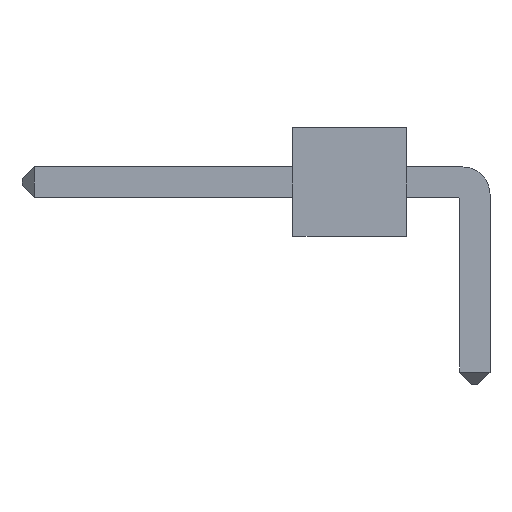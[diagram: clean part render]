
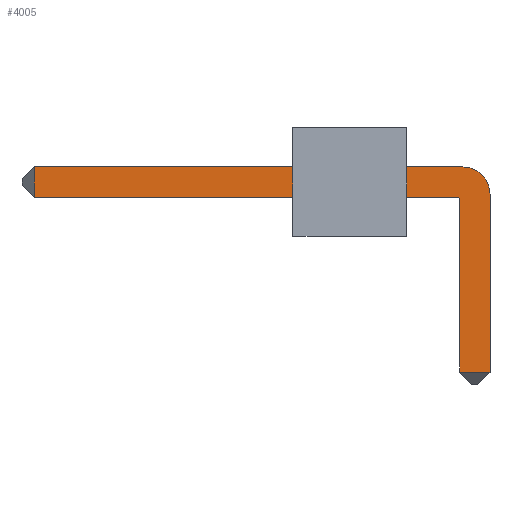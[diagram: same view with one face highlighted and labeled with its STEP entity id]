
A CAD part, left-side view. The second image highlights one B-rep face of the part: STEP entity #4005.
In plain terms, the highlighted planar face has unit normal (-1, 0, 0).
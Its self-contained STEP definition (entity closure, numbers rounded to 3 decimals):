
#3148 = VERTEX_POINT('',#3149);
#3149 = CARTESIAN_POINT('',(-0.335,-0.335,-3.032));
#3158 = PLANE('',#3159);
#3159 = AXIS2_PLACEMENT_3D('',#3160,#3161,#3162);
#3160 = CARTESIAN_POINT('',(-0.201,-0.335,-3.166));
#3161 = DIRECTION('',(-0.707,0.,-0.707));
#3162 = DIRECTION('',(0.,1.,0.));
#3182 = EDGE_CURVE('',#3148,#3183,#3185,.T.);
#3183 = VERTEX_POINT('',#3184);
#3184 = CARTESIAN_POINT('',(-0.335,0.335,-3.032));
#3185 = SURFACE_CURVE('',#3186,(#3190,#3197),.PCURVE_S1.);
#3186 = LINE('',#3187,#3188);
#3187 = CARTESIAN_POINT('',(-0.335,-0.335,-3.032));
#3188 = VECTOR('',#3189,1.);
#3189 = DIRECTION('',(0.,1.,0.));
#3190 = PCURVE('',#3158,#3191);
#3191 = DEFINITIONAL_REPRESENTATION('',(#3192),#3196);
#3192 = LINE('',#3193,#3194);
#3193 = CARTESIAN_POINT('',(0.,-0.19));
#3194 = VECTOR('',#3195,1.);
#3195 = DIRECTION('',(1.,0.));
#3196 = ( GEOMETRIC_REPRESENTATION_CONTEXT(2) 
PARAMETRIC_REPRESENTATION_CONTEXT() REPRESENTATION_CONTEXT('2D SPACE',''
  ) );
#3197 = PCURVE('',#3198,#3203);
#3198 = PLANE('',#3199);
#3199 = AXIS2_PLACEMENT_3D('',#3200,#3201,#3202);
#3200 = CARTESIAN_POINT('',(-0.335,3.531,0.5));
#3201 = DIRECTION('',(-1.,0.,0.));
#3202 = DIRECTION('',(0.,-1.,0.));
#3203 = DEFINITIONAL_REPRESENTATION('',(#3204),#3208);
#3204 = LINE('',#3205,#3206);
#3205 = CARTESIAN_POINT('',(3.866,-3.532));
#3206 = VECTOR('',#3207,1.);
#3207 = DIRECTION('',(-1.,0.));
#3208 = ( GEOMETRIC_REPRESENTATION_CONTEXT(2) 
PARAMETRIC_REPRESENTATION_CONTEXT() REPRESENTATION_CONTEXT('2D SPACE',''
  ) );
#3284 = PLANE('',#3285);
#3285 = AXIS2_PLACEMENT_3D('',#3286,#3287,#3288);
#3286 = CARTESIAN_POINT('',(-0.335,0.335,-3.3));
#3287 = DIRECTION('',(0.,1.,0.));
#3288 = DIRECTION('',(0.,0.,1.));
#3349 = VERTEX_POINT('',#3350);
#3350 = CARTESIAN_POINT('',(-0.335,9.832,0.87));
#3359 = PLANE('',#3360);
#3360 = AXIS2_PLACEMENT_3D('',#3361,#3362,#3363);
#3361 = CARTESIAN_POINT('',(-0.201,9.966,0.87));
#3362 = DIRECTION('',(0.707,-0.707,0.));
#3363 = DIRECTION('',(-0.,-0.,-1.));
#3383 = EDGE_CURVE('',#3349,#3384,#3386,.T.);
#3384 = VERTEX_POINT('',#3385);
#3385 = CARTESIAN_POINT('',(-0.335,9.832,1.54));
#3386 = SURFACE_CURVE('',#3387,(#3391,#3398),.PCURVE_S1.);
#3387 = LINE('',#3388,#3389);
#3388 = CARTESIAN_POINT('',(-0.335,9.832,0.87));
#3389 = VECTOR('',#3390,1.);
#3390 = DIRECTION('',(0.,0.,1.));
#3391 = PCURVE('',#3359,#3392);
#3392 = DEFINITIONAL_REPRESENTATION('',(#3393),#3397);
#3393 = LINE('',#3394,#3395);
#3394 = CARTESIAN_POINT('',(-0.,-0.19));
#3395 = VECTOR('',#3396,1.);
#3396 = DIRECTION('',(-1.,0.));
#3397 = ( GEOMETRIC_REPRESENTATION_CONTEXT(2) 
PARAMETRIC_REPRESENTATION_CONTEXT() REPRESENTATION_CONTEXT('2D SPACE',''
  ) );
#3398 = PCURVE('',#3198,#3399);
#3399 = DEFINITIONAL_REPRESENTATION('',(#3400),#3404);
#3400 = LINE('',#3401,#3402);
#3401 = CARTESIAN_POINT('',(-6.301,0.37));
#3402 = VECTOR('',#3403,1.);
#3403 = DIRECTION('',(0.,1.));
#3404 = ( GEOMETRIC_REPRESENTATION_CONTEXT(2) 
PARAMETRIC_REPRESENTATION_CONTEXT() REPRESENTATION_CONTEXT('2D SPACE',''
  ) );
#3529 = PLANE('',#3530);
#3530 = AXIS2_PLACEMENT_3D('',#3531,#3532,#3533);
#3531 = CARTESIAN_POINT('',(-0.335,-0.335,0.87));
#3532 = DIRECTION('',(0.,0.,1.));
#3533 = DIRECTION('',(1.,0.,0.));
#3544 = EDGE_CURVE('',#3545,#3349,#3547,.T.);
#3545 = VERTEX_POINT('',#3546);
#3546 = CARTESIAN_POINT('',(-0.335,0.402,0.87));
#3547 = SURFACE_CURVE('',#3548,(#3552,#3559),.PCURVE_S1.);
#3548 = LINE('',#3549,#3550);
#3549 = CARTESIAN_POINT('',(-0.335,-0.335,0.87));
#3550 = VECTOR('',#3551,1.);
#3551 = DIRECTION('',(0.,1.,0.));
#3552 = PCURVE('',#3529,#3553);
#3553 = DEFINITIONAL_REPRESENTATION('',(#3554),#3558);
#3554 = LINE('',#3555,#3556);
#3555 = CARTESIAN_POINT('',(0.,0.));
#3556 = VECTOR('',#3557,1.);
#3557 = DIRECTION('',(0.,1.));
#3558 = ( GEOMETRIC_REPRESENTATION_CONTEXT(2) 
PARAMETRIC_REPRESENTATION_CONTEXT() REPRESENTATION_CONTEXT('2D SPACE',''
  ) );
#3559 = PCURVE('',#3198,#3560);
#3560 = DEFINITIONAL_REPRESENTATION('',(#3561),#3565);
#3561 = LINE('',#3562,#3563);
#3562 = CARTESIAN_POINT('',(3.866,0.37));
#3563 = VECTOR('',#3564,1.);
#3564 = DIRECTION('',(-1.,0.));
#3565 = ( GEOMETRIC_REPRESENTATION_CONTEXT(2) 
PARAMETRIC_REPRESENTATION_CONTEXT() REPRESENTATION_CONTEXT('2D SPACE',''
  ) );
#3583 = CYLINDRICAL_SURFACE('',#3584,0.067);
#3584 = AXIS2_PLACEMENT_3D('',#3585,#3586,#3587);
#3585 = CARTESIAN_POINT('',(-0.335,0.402,0.803));
#3586 = DIRECTION('',(1.,0.,0.));
#3587 = DIRECTION('',(0.,0.,1.));
#3625 = EDGE_CURVE('',#3545,#3626,#3628,.T.);
#3626 = VERTEX_POINT('',#3627);
#3627 = CARTESIAN_POINT('',(-0.335,0.335,0.803));
#3628 = SURFACE_CURVE('',#3629,(#3634,#3641),.PCURVE_S1.);
#3629 = CIRCLE('',#3630,0.067);
#3630 = AXIS2_PLACEMENT_3D('',#3631,#3632,#3633);
#3631 = CARTESIAN_POINT('',(-0.335,0.402,0.803));
#3632 = DIRECTION('',(1.,0.,-0.));
#3633 = DIRECTION('',(0.,0.,1.));
#3634 = PCURVE('',#3583,#3635);
#3635 = DEFINITIONAL_REPRESENTATION('',(#3636),#3640);
#3636 = LINE('',#3637,#3638);
#3637 = CARTESIAN_POINT('',(0.,0.));
#3638 = VECTOR('',#3639,1.);
#3639 = DIRECTION('',(1.,0.));
#3640 = ( GEOMETRIC_REPRESENTATION_CONTEXT(2) 
PARAMETRIC_REPRESENTATION_CONTEXT() REPRESENTATION_CONTEXT('2D SPACE',''
  ) );
#3641 = PCURVE('',#3198,#3642);
#3642 = DEFINITIONAL_REPRESENTATION('',(#3643),#3651);
#3643 = ( BOUNDED_CURVE() B_SPLINE_CURVE(2,(#3644,#3645,#3646,#3647,
#3648,#3649,#3650),.UNSPECIFIED.,.F.,.F.) B_SPLINE_CURVE_WITH_KNOTS((1,2
    ,2,2,2,1),(-2.094,0.,2.094,4.189,
6.283,8.378),.UNSPECIFIED.) CURVE() 
GEOMETRIC_REPRESENTATION_ITEM() RATIONAL_B_SPLINE_CURVE((1.,0.5,1.,0.5,
1.,0.5,1.)) REPRESENTATION_ITEM('') );
#3644 = CARTESIAN_POINT('',(3.129,0.37));
#3645 = CARTESIAN_POINT('',(3.245,0.37));
#3646 = CARTESIAN_POINT('',(3.187,0.269));
#3647 = CARTESIAN_POINT('',(3.129,0.169));
#3648 = CARTESIAN_POINT('',(3.071,0.269));
#3649 = CARTESIAN_POINT('',(3.013,0.37));
#3650 = CARTESIAN_POINT('',(3.129,0.37));
#3651 = ( GEOMETRIC_REPRESENTATION_CONTEXT(2) 
PARAMETRIC_REPRESENTATION_CONTEXT() REPRESENTATION_CONTEXT('2D SPACE',''
  ) );
#3724 = EDGE_CURVE('',#3183,#3626,#3725,.T.);
#3725 = SURFACE_CURVE('',#3726,(#3730,#3737),.PCURVE_S1.);
#3726 = LINE('',#3727,#3728);
#3727 = CARTESIAN_POINT('',(-0.335,0.335,-3.3));
#3728 = VECTOR('',#3729,1.);
#3729 = DIRECTION('',(0.,0.,1.));
#3730 = PCURVE('',#3284,#3731);
#3731 = DEFINITIONAL_REPRESENTATION('',(#3732),#3736);
#3732 = LINE('',#3733,#3734);
#3733 = CARTESIAN_POINT('',(0.,0.));
#3734 = VECTOR('',#3735,1.);
#3735 = DIRECTION('',(1.,0.));
#3736 = ( GEOMETRIC_REPRESENTATION_CONTEXT(2) 
PARAMETRIC_REPRESENTATION_CONTEXT() REPRESENTATION_CONTEXT('2D SPACE',''
  ) );
#3737 = PCURVE('',#3198,#3738);
#3738 = DEFINITIONAL_REPRESENTATION('',(#3739),#3743);
#3739 = LINE('',#3740,#3741);
#3740 = CARTESIAN_POINT('',(3.196,-3.8));
#3741 = VECTOR('',#3742,1.);
#3742 = DIRECTION('',(0.,1.));
#3743 = ( GEOMETRIC_REPRESENTATION_CONTEXT(2) 
PARAMETRIC_REPRESENTATION_CONTEXT() REPRESENTATION_CONTEXT('2D SPACE',''
  ) );
#3837 = PLANE('',#3838);
#3838 = AXIS2_PLACEMENT_3D('',#3839,#3840,#3841);
#3839 = CARTESIAN_POINT('',(0.,5.05,1.54));
#3840 = DIRECTION('',(0.,0.,1.));
#3841 = DIRECTION('',(0.,1.,0.));
#3896 = PLANE('',#3897);
#3897 = AXIS2_PLACEMENT_3D('',#3898,#3899,#3900);
#3898 = CARTESIAN_POINT('',(-0.335,-0.335,-3.3));
#3899 = DIRECTION('',(0.,1.,0.));
#3900 = DIRECTION('',(0.,0.,1.));
#4005 = ADVANCED_FACE('',(#4006),#3198,.T.);
#4006 = FACE_BOUND('',#4007,.T.);
#4007 = EDGE_LOOP('',(#4008,#4009,#4010,#4011,#4012,#4035,#4064,#4085));
#4008 = ORIENTED_EDGE('',*,*,#3544,.F.);
#4009 = ORIENTED_EDGE('',*,*,#3625,.T.);
#4010 = ORIENTED_EDGE('',*,*,#3724,.F.);
#4011 = ORIENTED_EDGE('',*,*,#3182,.F.);
#4012 = ORIENTED_EDGE('',*,*,#4013,.T.);
#4013 = EDGE_CURVE('',#3148,#4014,#4016,.T.);
#4014 = VERTEX_POINT('',#4015);
#4015 = CARTESIAN_POINT('',(-0.335,-0.335,0.937));
#4016 = SURFACE_CURVE('',#4017,(#4021,#4028),.PCURVE_S1.);
#4017 = LINE('',#4018,#4019);
#4018 = CARTESIAN_POINT('',(-0.335,-0.335,-3.3));
#4019 = VECTOR('',#4020,1.);
#4020 = DIRECTION('',(0.,0.,1.));
#4021 = PCURVE('',#3198,#4022);
#4022 = DEFINITIONAL_REPRESENTATION('',(#4023),#4027);
#4023 = LINE('',#4024,#4025);
#4024 = CARTESIAN_POINT('',(3.866,-3.8));
#4025 = VECTOR('',#4026,1.);
#4026 = DIRECTION('',(0.,1.));
#4027 = ( GEOMETRIC_REPRESENTATION_CONTEXT(2) 
PARAMETRIC_REPRESENTATION_CONTEXT() REPRESENTATION_CONTEXT('2D SPACE',''
  ) );
#4028 = PCURVE('',#3896,#4029);
#4029 = DEFINITIONAL_REPRESENTATION('',(#4030),#4034);
#4030 = LINE('',#4031,#4032);
#4031 = CARTESIAN_POINT('',(0.,0.));
#4032 = VECTOR('',#4033,1.);
#4033 = DIRECTION('',(1.,0.));
#4034 = ( GEOMETRIC_REPRESENTATION_CONTEXT(2) 
PARAMETRIC_REPRESENTATION_CONTEXT() REPRESENTATION_CONTEXT('2D SPACE',''
  ) );
#4035 = ORIENTED_EDGE('',*,*,#4036,.T.);
#4036 = EDGE_CURVE('',#4014,#4037,#4039,.T.);
#4037 = VERTEX_POINT('',#4038);
#4038 = CARTESIAN_POINT('',(-0.335,0.268,1.54));
#4039 = SURFACE_CURVE('',#4040,(#4045,#4052),.PCURVE_S1.);
#4040 = CIRCLE('',#4041,0.603);
#4041 = AXIS2_PLACEMENT_3D('',#4042,#4043,#4044);
#4042 = CARTESIAN_POINT('',(-0.335,0.268,0.937));
#4043 = DIRECTION('',(-1.,0.,0.));
#4044 = DIRECTION('',(0.,0.,1.));
#4045 = PCURVE('',#3198,#4046);
#4046 = DEFINITIONAL_REPRESENTATION('',(#4047),#4051);
#4047 = CIRCLE('',#4048,0.603);
#4048 = AXIS2_PLACEMENT_2D('',#4049,#4050);
#4049 = CARTESIAN_POINT('',(3.263,0.437));
#4050 = DIRECTION('',(0.,1.));
#4051 = ( GEOMETRIC_REPRESENTATION_CONTEXT(2) 
PARAMETRIC_REPRESENTATION_CONTEXT() REPRESENTATION_CONTEXT('2D SPACE',''
  ) );
#4052 = PCURVE('',#4053,#4058);
#4053 = CYLINDRICAL_SURFACE('',#4054,0.603);
#4054 = AXIS2_PLACEMENT_3D('',#4055,#4056,#4057);
#4055 = CARTESIAN_POINT('',(-0.335,0.268,0.937));
#4056 = DIRECTION('',(1.,0.,0.));
#4057 = DIRECTION('',(0.,-1.,0.));
#4058 = DEFINITIONAL_REPRESENTATION('',(#4059),#4063);
#4059 = LINE('',#4060,#4061);
#4060 = CARTESIAN_POINT('',(4.712,-0.));
#4061 = VECTOR('',#4062,1.);
#4062 = DIRECTION('',(-1.,0.));
#4063 = ( GEOMETRIC_REPRESENTATION_CONTEXT(2) 
PARAMETRIC_REPRESENTATION_CONTEXT() REPRESENTATION_CONTEXT('2D SPACE',''
  ) );
#4064 = ORIENTED_EDGE('',*,*,#4065,.T.);
#4065 = EDGE_CURVE('',#4037,#3384,#4066,.T.);
#4066 = SURFACE_CURVE('',#4067,(#4071,#4078),.PCURVE_S1.);
#4067 = LINE('',#4068,#4069);
#4068 = CARTESIAN_POINT('',(-0.335,-0.335,1.54));
#4069 = VECTOR('',#4070,1.);
#4070 = DIRECTION('',(0.,1.,0.));
#4071 = PCURVE('',#3198,#4072);
#4072 = DEFINITIONAL_REPRESENTATION('',(#4073),#4077);
#4073 = LINE('',#4074,#4075);
#4074 = CARTESIAN_POINT('',(3.866,1.04));
#4075 = VECTOR('',#4076,1.);
#4076 = DIRECTION('',(-1.,0.));
#4077 = ( GEOMETRIC_REPRESENTATION_CONTEXT(2) 
PARAMETRIC_REPRESENTATION_CONTEXT() REPRESENTATION_CONTEXT('2D SPACE',''
  ) );
#4078 = PCURVE('',#3837,#4079);
#4079 = DEFINITIONAL_REPRESENTATION('',(#4080),#4084);
#4080 = LINE('',#4081,#4082);
#4081 = CARTESIAN_POINT('',(-5.385,0.335));
#4082 = VECTOR('',#4083,1.);
#4083 = DIRECTION('',(1.,0.));
#4084 = ( GEOMETRIC_REPRESENTATION_CONTEXT(2) 
PARAMETRIC_REPRESENTATION_CONTEXT() REPRESENTATION_CONTEXT('2D SPACE',''
  ) );
#4085 = ORIENTED_EDGE('',*,*,#3383,.F.);
